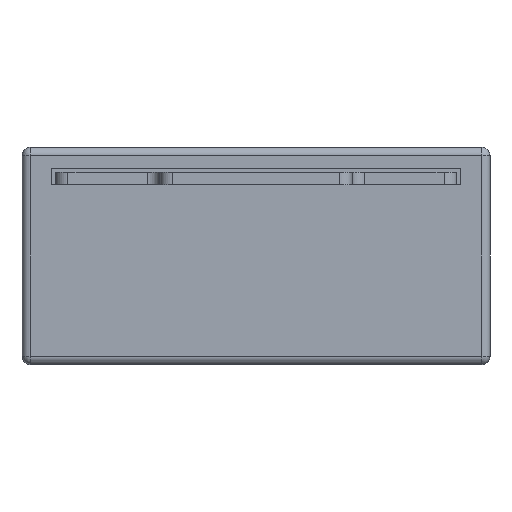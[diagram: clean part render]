
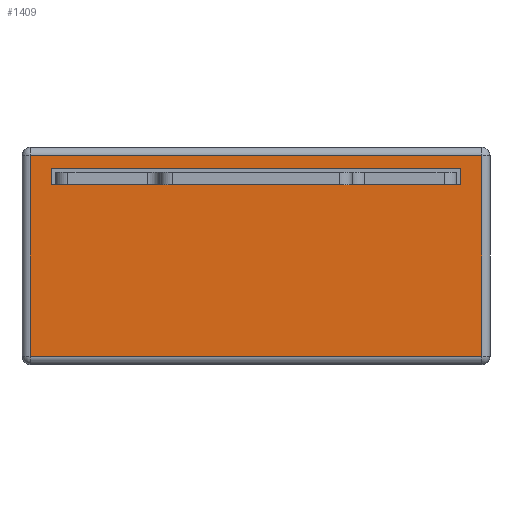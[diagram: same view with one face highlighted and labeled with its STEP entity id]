
A CAD part, left-side view. The second image highlights one B-rep face of the part: STEP entity #1409.
In plain terms, the highlighted planar face has unit normal (-1, 0, 0).
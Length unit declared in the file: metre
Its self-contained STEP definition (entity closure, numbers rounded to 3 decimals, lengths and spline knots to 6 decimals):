
#302=ORIENTED_EDGE('',*,*,#616,.T.);
#303=ORIENTED_EDGE('',*,*,#617,.T.);
#304=ORIENTED_EDGE('',*,*,#618,.T.);
#305=ORIENTED_EDGE('',*,*,#619,.T.);
#306=ORIENTED_EDGE('',*,*,#620,.F.);
#307=ORIENTED_EDGE('',*,*,#621,.T.);
#308=ORIENTED_EDGE('',*,*,#622,.T.);
#309=ORIENTED_EDGE('',*,*,#623,.F.);
#616=EDGE_CURVE('',#788,#789,#912,.T.);
#617=EDGE_CURVE('',#789,#790,#913,.T.);
#618=EDGE_CURVE('',#790,#791,#914,.F.);
#619=EDGE_CURVE('',#791,#788,#915,.F.);
#620=EDGE_CURVE('',#792,#793,#916,.T.);
#621=EDGE_CURVE('',#792,#794,#917,.T.);
#622=EDGE_CURVE('',#794,#795,#918,.T.);
#623=EDGE_CURVE('',#793,#795,#919,.T.);
#788=VERTEX_POINT('',#2261);
#789=VERTEX_POINT('',#2262);
#790=VERTEX_POINT('',#2264);
#791=VERTEX_POINT('',#2266);
#792=VERTEX_POINT('',#2269);
#793=VERTEX_POINT('',#2270);
#794=VERTEX_POINT('',#2272);
#795=VERTEX_POINT('',#2274);
#912=LINE('',#2260,#1054);
#913=LINE('',#2263,#1055);
#914=LINE('',#2265,#1056);
#915=LINE('',#2267,#1057);
#916=LINE('',#2268,#1058);
#917=LINE('',#2271,#1059);
#918=LINE('',#2273,#1060);
#919=LINE('',#2275,#1061);
#1054=VECTOR('',#1833,1.);
#1055=VECTOR('',#1834,1.);
#1056=VECTOR('',#1835,1.);
#1057=VECTOR('',#1836,1.);
#1058=VECTOR('',#1837,1.);
#1059=VECTOR('',#1838,1.);
#1060=VECTOR('',#1839,1.);
#1061=VECTOR('',#1840,1.);
#1170=EDGE_LOOP('',(#302,#303,#304,#305));
#1171=EDGE_LOOP('',(#306,#307,#308,#309));
#1270=FACE_BOUND('',#1170,.T.);
#1271=FACE_BOUND('',#1171,.T.);
#1348=PLANE('',#1552);
#1409=ADVANCED_FACE('',(#1270,#1271),#1348,.T.);
#1552=AXIS2_PLACEMENT_3D('',#2259,#1831,#1832);
#1831=DIRECTION('',(-1.,0.,0.));
#1832=DIRECTION('',(0.,-1.,0.));
#1833=DIRECTION('',(0.,1.,0.));
#1834=DIRECTION('',(0.,0.,-1.));
#1835=DIRECTION('',(0.,1.,0.));
#1836=DIRECTION('',(0.,0.,-1.));
#1837=DIRECTION('',(0.,1.,0.));
#1838=DIRECTION('',(0.,0.,-1.));
#1839=DIRECTION('',(0.,1.,0.));
#1840=DIRECTION('',(0.,0.,-1.));
#2259=CARTESIAN_POINT('',(0.,0.0575,0.005));
#2260=CARTESIAN_POINT('',(0.,0.0575,0.05));
#2261=CARTESIAN_POINT('',(0.,0.002,0.05));
#2262=CARTESIAN_POINT('',(0.,0.11,0.05));
#2263=CARTESIAN_POINT('',(0.,0.11,0.005));
#2264=CARTESIAN_POINT('',(0.,0.11,0.002));
#2265=CARTESIAN_POINT('',(0.,0.,0.002));
#2266=CARTESIAN_POINT('',(0.,0.002,0.002));
#2267=CARTESIAN_POINT('',(0.,0.002,0.052));
#2268=CARTESIAN_POINT('',(0.,0.1085,0.047));
#2269=CARTESIAN_POINT('',(0.,0.007,0.047));
#2270=CARTESIAN_POINT('',(0.,0.105,0.047));
#2271=CARTESIAN_POINT('',(0.,0.007,0.047));
#2272=CARTESIAN_POINT('',(0.,0.007,0.043));
#2273=CARTESIAN_POINT('',(0.,0.0575,0.043));
#2274=CARTESIAN_POINT('',(0.,0.105,0.043));
#2275=CARTESIAN_POINT('',(0.,0.105,0.047));
